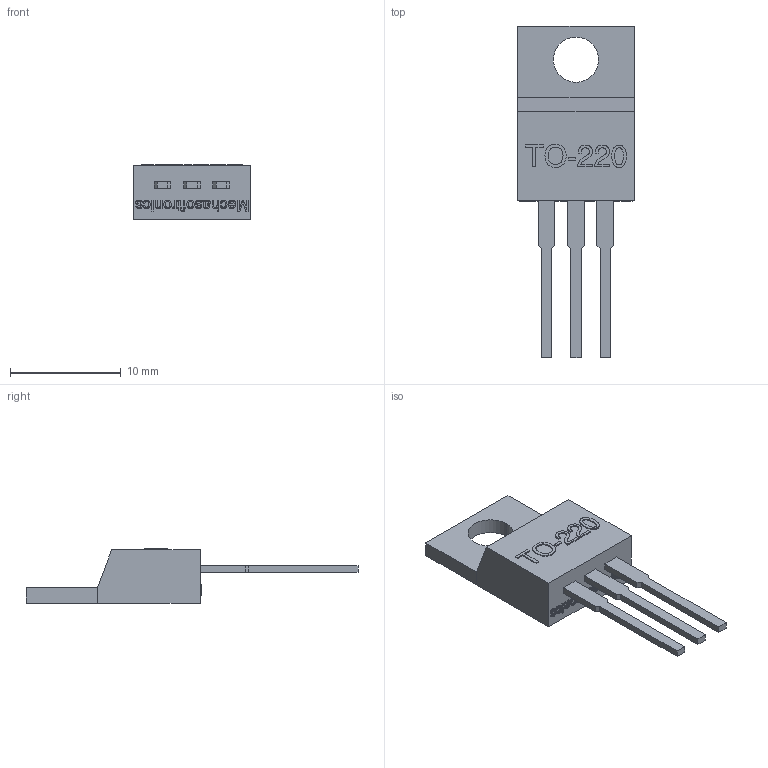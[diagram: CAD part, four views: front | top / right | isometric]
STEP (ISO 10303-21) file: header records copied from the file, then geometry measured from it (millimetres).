
FILE_DESCRIPTION((''),'2;1');
FILE_NAME('TRANSISTOR_TO-220_221A-09','2021-01-03T13:18:01',('Roger'),(''),'CREO PARAMETRIC BY PTC INC, 2019010','CREO PARAMETRIC BY PTC INC, 2019010','');
FILE_SCHEMA(('CONFIG_CONTROL_DESIGN'));
Length unit declared in the file: millimetre
Products named in the file (1): TRANSISTOR_TO-220_221A-09
Bounding box: 10.53 x 30.02 x 4.93 mm (x, y, z)
Volume: 556.6 mm3; surface area: 676.2 mm2
Topology: 1 solids, 1 shells, 435 faces, 1204 edges, 802 vertices
Faces by surface type: extrusion 254, plane 179, cylinder 2
Entity records: 14664 total; most frequent: CARTESIAN_POINT 4493, ORIENTED_EDGE 2408, DIRECTION 1316, EDGE_CURVE 1204, VECTOR 946, VERTEX_POINT 802, B_SPLINE_CURVE_WITH_KNOTS 762, LINE 692
